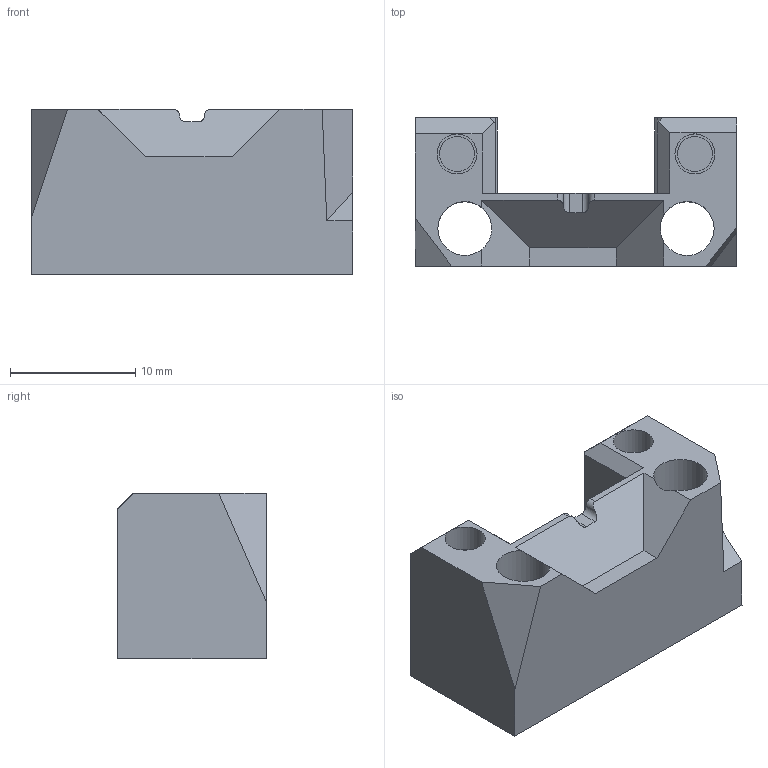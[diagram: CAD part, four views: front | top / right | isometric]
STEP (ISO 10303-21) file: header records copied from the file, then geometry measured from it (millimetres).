
FILE_DESCRIPTION(/* description */ (''),/* implementation_level */ '2;1');
FILE_NAME(/* name */ 'Opto Tap Adapter.step',/* time_stamp */ '2023-04-24T23:02:56-07:00',/* author */ (''),/* organization */ (''),/* preprocessor_version */ 'ST-DEVELOPER v19.2',/* originating_system */ 'Autodesk Translation Framework v12.4.0.73',/* authorisation */ '');
FILE_SCHEMA (('AUTOMOTIVE_DESIGN { 1 0 10303 214 3 1 1 }'));
Length unit declared in the file: millimetre
Products named in the file (1): Opto Tap Adapter
Bounding box: 25.64 x 11.86 x 13.2 mm (x, y, z)
Volume: 2248.5 mm3; surface area: 2029.8 mm2
Topology: 1 solids, 1 shells, 48 faces, 132 edges, 88 vertices
Faces by surface type: plane 38, cylinder 10
Full cylindrical faces by diameter (mm): 2.8 x2, 3.2 x2, 4.3 x2
Entity records: 1568 total; most frequent: CARTESIAN_POINT 269, ORIENTED_EDGE 264, DIRECTION 254, EDGE_CURVE 132, LINE 108, VECTOR 108, VERTEX_POINT 88, AXIS2_PLACEMENT_3D 73
